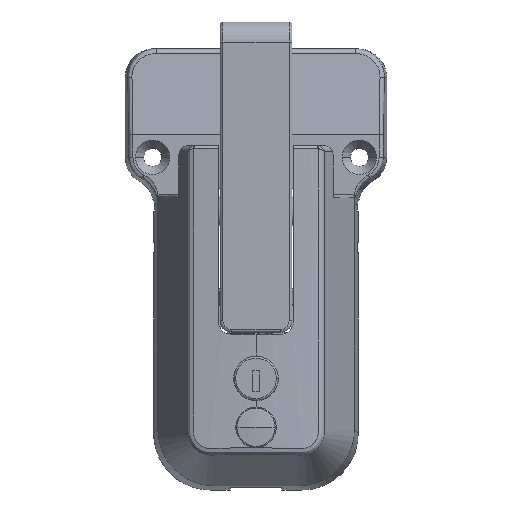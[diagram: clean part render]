
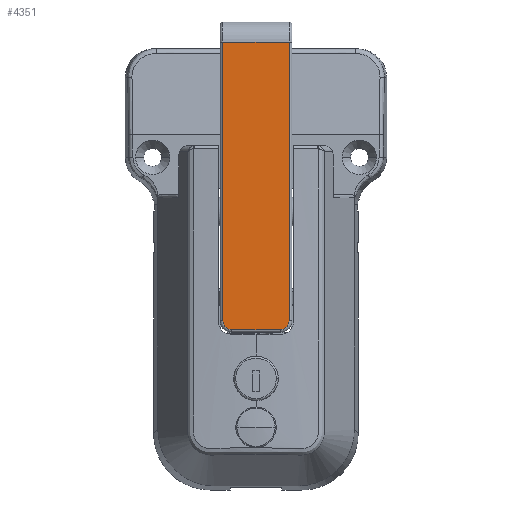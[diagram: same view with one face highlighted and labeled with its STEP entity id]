
A CAD part, top view. The second image highlights one B-rep face of the part: STEP entity #4351.
In plain terms, the highlighted planar face has unit normal (0, 0, 1).
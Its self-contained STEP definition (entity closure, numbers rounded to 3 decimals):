
#678 = CARTESIAN_POINT ( 'NONE',  ( -8.5, -41., 7.5 ) ) ;
#2452 = ORIENTED_EDGE ( 'NONE', *, *, #5298, .T. ) ;
#2702 = VECTOR ( 'NONE', #3502, 1000. ) ;
#3036 = CIRCLE ( 'NONE', #3958, 3. ) ;
#3502 = DIRECTION ( 'NONE',  ( 1., 0., 0. ) ) ;
#3958 = AXIS2_PLACEMENT_3D ( 'NONE', #18967, #16323, #13691 ) ;
#4351 = ADVANCED_FACE ( 'NONE', ( #16342 ), #16049, .F. ) ;
#4997 = EDGE_LOOP ( 'NONE', ( #12120, #9255, #2452, #19881, #12913, #11970 ) ) ;
#5270 = VERTEX_POINT ( 'NONE', #11505 ) ;
#5298 = EDGE_CURVE ( 'NONE', #6789, #17017, #8010, .T. ) ;
#6086 = VECTOR ( 'NONE', #21917, 1000. ) ;
#6087 = CARTESIAN_POINT ( 'NONE',  ( -11.5, 59.1, 7.5 ) ) ;
#6157 = CARTESIAN_POINT ( 'NONE',  ( 12.5, -41., 7.5 ) ) ;
#6789 = VERTEX_POINT ( 'NONE', #10296 ) ;
#8010 = CIRCLE ( 'NONE', #13543, 3. ) ;
#8142 = DIRECTION ( 'NONE',  ( -1., 0., 0. ) ) ;
#8252 = DIRECTION ( 'NONE',  ( -1., 0., 0. ) ) ;
#8667 = EDGE_CURVE ( 'NONE', #17197, #16635, #18884, .T. ) ;
#8825 = LINE ( 'NONE', #6157, #2702 ) ;
#9255 = ORIENTED_EDGE ( 'NONE', *, *, #12288, .T. ) ;
#10192 = CARTESIAN_POINT ( 'NONE',  ( 11.5, 59.1, 7.5 ) ) ;
#10296 = CARTESIAN_POINT ( 'NONE',  ( -11.5, -38., 7.5 ) ) ;
#10775 = DIRECTION ( 'NONE',  ( 0., 0., -1. ) ) ;
#10882 = DIRECTION ( 'NONE',  ( 0., 0., 1. ) ) ;
#11505 = CARTESIAN_POINT ( 'NONE',  ( 8.5, -41., 7.5 ) ) ;
#11582 = CARTESIAN_POINT ( 'NONE',  ( 11.5, -38., 7.5 ) ) ;
#11949 = LINE ( 'NONE', #24550, #6086 ) ;
#11970 = ORIENTED_EDGE ( 'NONE', *, *, #8667, .T. ) ;
#12120 = ORIENTED_EDGE ( 'NONE', *, *, #16000, .T. ) ;
#12288 = EDGE_CURVE ( 'NONE', #19320, #6789, #18876, .T. ) ;
#12702 = VECTOR ( 'NONE', #13616, 1000. ) ;
#12913 = ORIENTED_EDGE ( 'NONE', *, *, #18175, .T. ) ;
#13079 = EDGE_CURVE ( 'NONE', #17017, #5270, #8825, .T. ) ;
#13424 = CARTESIAN_POINT ( 'NONE',  ( 12.5, -42., 7.5 ) ) ;
#13543 = AXIS2_PLACEMENT_3D ( 'NONE', #18794, #10882, #8252 ) ;
#13607 = DIRECTION ( 'NONE',  ( 0., -1., 0. ) ) ;
#13616 = DIRECTION ( 'NONE',  ( 0., 1., 0. ) ) ;
#13691 = DIRECTION ( 'NONE',  ( -1., 0., 0. ) ) ;
#16000 = EDGE_CURVE ( 'NONE', #16635, #19320, #11949, .T. ) ;
#16049 = PLANE ( 'NONE',  #17015 ) ;
#16236 = CARTESIAN_POINT ( 'NONE',  ( -11.5, -38., 7.5 ) ) ;
#16248 = CARTESIAN_POINT ( 'NONE',  ( 11.5, -42., 7.5 ) ) ;
#16323 = DIRECTION ( 'NONE',  ( 0., 0., 1. ) ) ;
#16342 = FACE_OUTER_BOUND ( 'NONE', #4997, .T. ) ;
#16635 = VERTEX_POINT ( 'NONE', #10192 ) ;
#17015 = AXIS2_PLACEMENT_3D ( 'NONE', #13424, #10775, #8142 ) ;
#17017 = VERTEX_POINT ( 'NONE', #678 ) ;
#17197 = VERTEX_POINT ( 'NONE', #11582 ) ;
#18175 = EDGE_CURVE ( 'NONE', #5270, #17197, #3036, .T. ) ;
#18794 = CARTESIAN_POINT ( 'NONE',  ( -8.5, -38., 7.5 ) ) ;
#18876 = LINE ( 'NONE', #16236, #24311 ) ;
#18884 = LINE ( 'NONE', #16248, #12702 ) ;
#18967 = CARTESIAN_POINT ( 'NONE',  ( 8.5, -38., 7.5 ) ) ;
#19320 = VERTEX_POINT ( 'NONE', #6087 ) ;
#19881 = ORIENTED_EDGE ( 'NONE', *, *, #13079, .T. ) ;
#21917 = DIRECTION ( 'NONE',  ( -1., 0., 0. ) ) ;
#24311 = VECTOR ( 'NONE', #13607, 1000. ) ;
#24550 = CARTESIAN_POINT ( 'NONE',  ( 12.5, 59.1, 7.5 ) ) ;
